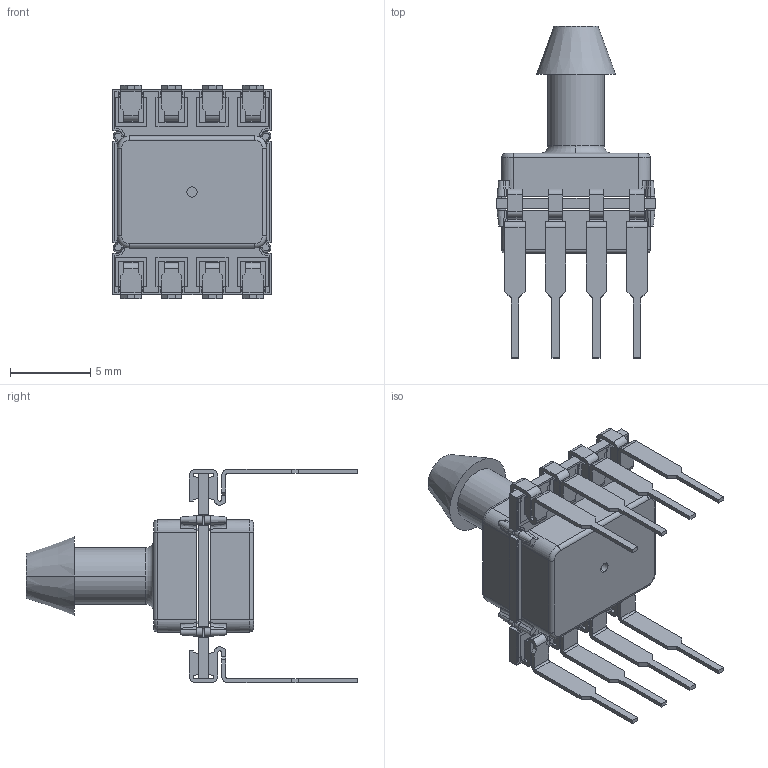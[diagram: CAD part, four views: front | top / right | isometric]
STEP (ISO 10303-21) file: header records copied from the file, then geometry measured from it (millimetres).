
FILE_DESCRIPTION (( 'STEP AP203' ), '1' );
FILE_NAME ('HAND.STEP', '2020-01-31T18:17:20', ( '' ), ( '' ), 'SwSTEP 2.0', 'SolidWorks 2010', '' );
FILE_SCHEMA (( 'CONFIG_CONTROL_DESIGN' ));
Length unit declared in the file: inch
Products named in the file (5): AS01-06-023_DIP for ELV; HAND; ceramic-DIP; AS01-01-044 Rev A; AS01-01-045 Rev A
Assembly tree (11 placements, depth 2):
  HAND
    AS01-06-023_DIP for ELV  x8
    AS01-01-045 Rev A
    AS01-01-044 Rev A
    ceramic-DIP
Bounding box: 9.9 x 20.7 x 13.3 mm (x, y, z)
Volume: 394.5 mm3; surface area: 1638.4 mm2
Topology: 14 solids, 15 shells, 902 faces, 2458 edges, 1616 vertices
Faces by surface type: plane 596, cylinder 226, torus 34, cone 30, bspline 16
Entity records: 18822 total; most frequent: CARTESIAN_POINT 3710, ORIENTED_EDGE 3026, DIRECTION 2981, EDGE_CURVE 1513, LINE 1059, VECTOR 1059, VERTEX_POINT 986, AXIS2_PLACEMENT_3D 961
